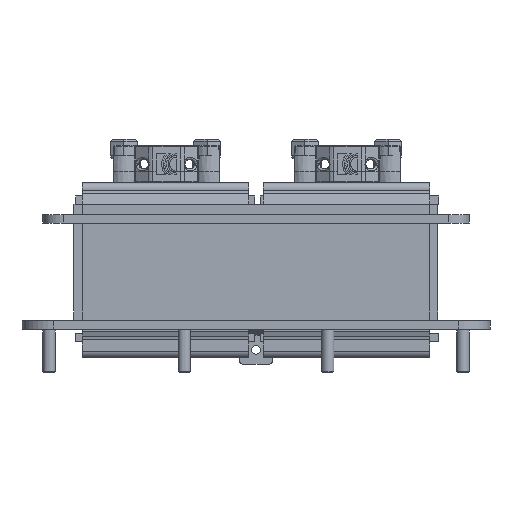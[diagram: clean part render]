
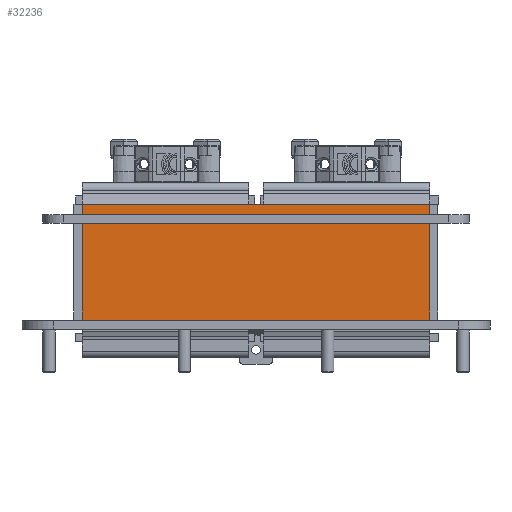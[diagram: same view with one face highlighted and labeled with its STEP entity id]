
A CAD part, left-side view. The second image highlights one B-rep face of the part: STEP entity #32236.
In plain terms, the highlighted face is planar.
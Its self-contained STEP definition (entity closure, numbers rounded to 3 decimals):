
#2534=PLANE('',#34534);
#3616=FACE_OUTER_BOUND('',#5485,.T.);
#5485=EDGE_LOOP('',(#22747,#22748,#22749,#22750));
#7574=LINE('',#43456,#10834);
#7575=LINE('',#43458,#10835);
#7576=LINE('',#43460,#10836);
#7577=LINE('',#43461,#10837);
#10834=VECTOR('',#36616,10.);
#10835=VECTOR('',#36617,10.);
#10836=VECTOR('',#36618,10.);
#10837=VECTOR('',#36619,10.);
#14478=VERTEX_POINT('',#43454);
#14479=VERTEX_POINT('',#43455);
#14480=VERTEX_POINT('',#43457);
#14481=VERTEX_POINT('',#43459);
#17710=EDGE_CURVE('',#14478,#14479,#7574,.T.);
#17711=EDGE_CURVE('',#14479,#14480,#7575,.F.);
#17712=EDGE_CURVE('',#14480,#14481,#7576,.T.);
#17713=EDGE_CURVE('',#14481,#14478,#7577,.F.);
#22747=ORIENTED_EDGE('',*,*,#17710,.T.);
#22748=ORIENTED_EDGE('',*,*,#17711,.T.);
#22749=ORIENTED_EDGE('',*,*,#17712,.T.);
#22750=ORIENTED_EDGE('',*,*,#17713,.T.);
#32236=ADVANCED_FACE('',(#3616),#2534,.T.);
#34534=AXIS2_PLACEMENT_3D('',#43453,#36614,#36615);
#36614=DIRECTION('center_axis',(0.,0.,-1.));
#36615=DIRECTION('ref_axis',(-1.,0.,0.));
#36616=DIRECTION('',(-1.,0.,0.));
#36617=DIRECTION('',(0.,-1.,0.));
#36618=DIRECTION('',(1.,0.,0.));
#36619=DIRECTION('',(0.,1.,0.));
#43453=CARTESIAN_POINT('Origin',(0.,0.,-2.));
#43454=CARTESIAN_POINT('',(83.5,-30.,-2.));
#43455=CARTESIAN_POINT('',(-83.5,-30.,-2.));
#43456=CARTESIAN_POINT('',(-87.2,-30.,-2.));
#43457=CARTESIAN_POINT('',(-83.5,30.,-2.));
#43458=CARTESIAN_POINT('',(-83.5,15.,-2.));
#43459=CARTESIAN_POINT('',(83.5,30.,-2.));
#43460=CARTESIAN_POINT('',(87.2,30.,-2.));
#43461=CARTESIAN_POINT('',(83.5,-15.,-2.));
